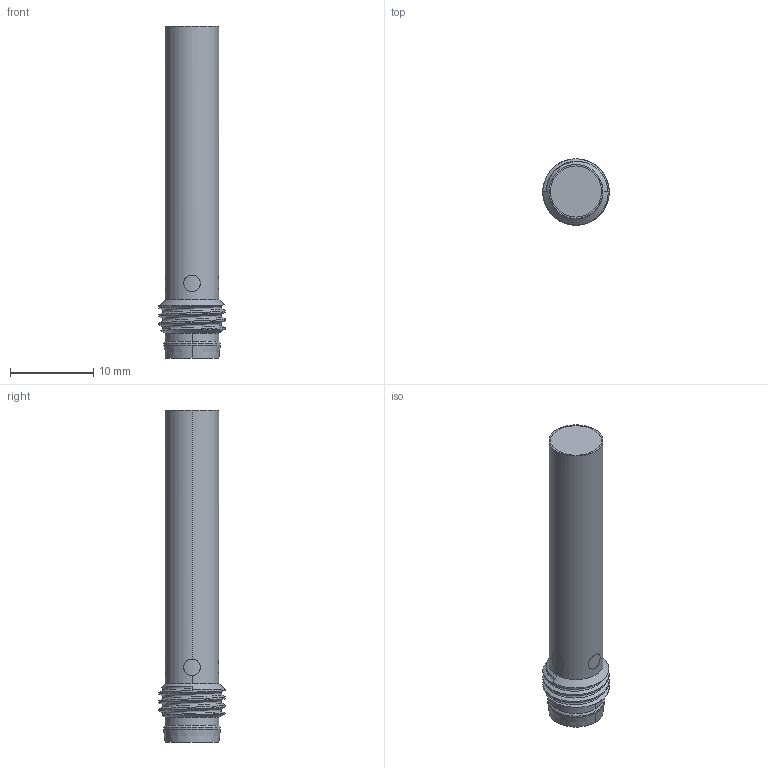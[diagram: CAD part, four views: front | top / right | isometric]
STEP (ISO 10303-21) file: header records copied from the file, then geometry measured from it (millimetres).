
FILE_DESCRIPTION((''),'2;1');
FILE_NAME('IBS06SHORTFLUSHPLUG_ASM','2020-11-13T',('Daisy.Wang'),(''),'CREO PARAMETRIC BY PTC INC, 2015480','CREO PARAMETRIC BY PTC INC, 2015480','');
FILE_SCHEMA(('CONFIG_CONTROL_DESIGN'));
Length unit declared in the file: millimetre
Products named in the file (12): MECK135; 93-091; 28-503_4; 93-095_18; FERRITE_PIN_9; 15-063-125_ASM_6_ASM; M8_SHORT_PLUG_FLUSH_PCB; 93-096; 84-018; CONNECOTR_M8_ASM; COMPOUND1; IBS06SHORTFLUSHPLUG_ASM
Assembly tree (14 placements, depth 3):
  IBS06SHORTFLUSHPLUG_ASM
    MECK135
    93-091
    15-063-125_ASM_6_ASM
      28-503_4
      93-095_18
      FERRITE_PIN_9  x2
    M8_SHORT_PLUG_FLUSH_PCB
    CONNECOTR_M8_ASM
      93-096
      84-018  x3
    COMPOUND1
Bounding box: 8 x 8 x 40 mm (x, y, z)
Volume: 1457.2 mm3; surface area: 3622.3 mm2
Topology: 12 solids, 12 shells, 247 faces, 645 edges, 426 vertices
Faces by surface type: cylinder 110, plane 100, cone 16, bspline 15, sphere 6
Entity records: 8597 total; most frequent: CARTESIAN_POINT 2830, DIRECTION 1199, ORIENTED_EDGE 1138, EDGE_CURVE 569, AXIS2_PLACEMENT_3D 455, VERTEX_POINT 380, VECTOR 289, LINE 289
